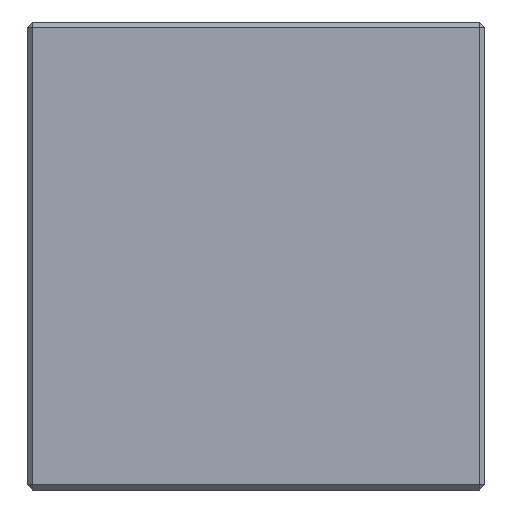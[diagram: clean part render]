
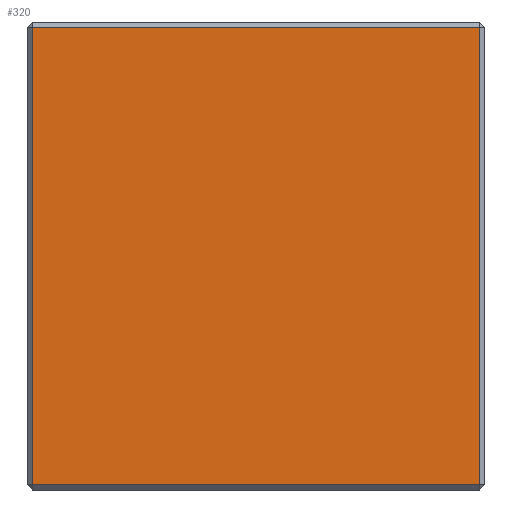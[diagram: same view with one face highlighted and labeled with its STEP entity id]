
A CAD part, left-side view. The second image highlights one B-rep face of the part: STEP entity #320.
In plain terms, the highlighted planar face has unit normal (-1, 0, 0).
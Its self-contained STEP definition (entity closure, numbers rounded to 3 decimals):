
#117=PLANE('',#855);
#158=LINE('',#1234,#206);
#159=LINE('',#1237,#207);
#160=LINE('',#1239,#208);
#161=LINE('',#1241,#209);
#206=VECTOR('',#984,1.);
#207=VECTOR('',#985,1.);
#208=VECTOR('',#986,1.);
#209=VECTOR('',#987,1.);
#320=ADVANCED_FACE('',(#393),#117,.F.);
#393=FACE_OUTER_BOUND('',#433,.T.);
#433=EDGE_LOOP('',(#537,#538,#539,#540));
#537=ORIENTED_EDGE('',*,*,#758,.T.);
#538=ORIENTED_EDGE('',*,*,#759,.T.);
#539=ORIENTED_EDGE('',*,*,#760,.T.);
#540=ORIENTED_EDGE('',*,*,#761,.T.);
#695=VERTEX_POINT('',#1235);
#696=VERTEX_POINT('',#1236);
#697=VERTEX_POINT('',#1238);
#698=VERTEX_POINT('',#1240);
#758=EDGE_CURVE('',#695,#696,#158,.T.);
#759=EDGE_CURVE('',#696,#697,#159,.T.);
#760=EDGE_CURVE('',#697,#698,#160,.T.);
#761=EDGE_CURVE('',#698,#695,#161,.T.);
#855=AXIS2_PLACEMENT_3D('',#1242,#988,#989);
#984=DIRECTION('',(0.,0.,-1.));
#985=DIRECTION('',(0.,-1.,0.));
#986=DIRECTION('',(0.,0.,1.));
#987=DIRECTION('',(0.,1.,0.));
#988=DIRECTION('',(1.,0.,0.));
#989=DIRECTION('',(0.,0.,-1.));
#1234=CARTESIAN_POINT('',(0.,43.,0.));
#1235=CARTESIAN_POINT('',(0.,43.,44.));
#1236=CARTESIAN_POINT('',(0.,43.,-44.));
#1237=CARTESIAN_POINT('',(0.,0.,-44.));
#1238=CARTESIAN_POINT('',(0.,-43.,-44.));
#1239=CARTESIAN_POINT('',(0.,-43.,0.));
#1240=CARTESIAN_POINT('',(0.,-43.,44.));
#1241=CARTESIAN_POINT('',(0.,0.,44.));
#1242=CARTESIAN_POINT('',(0.,0.,0.));
